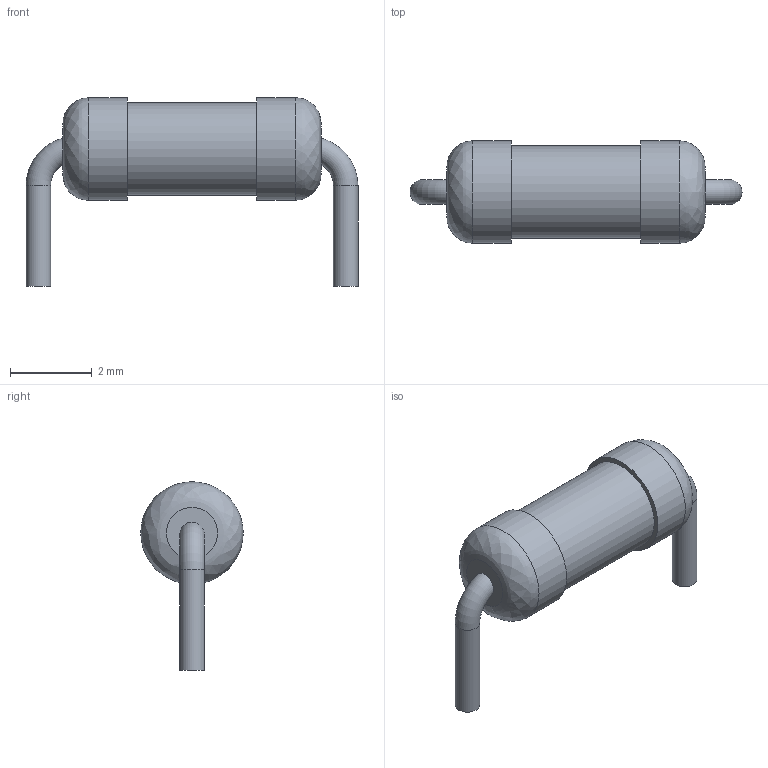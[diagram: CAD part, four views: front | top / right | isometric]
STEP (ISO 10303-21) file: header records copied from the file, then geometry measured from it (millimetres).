
FILE_DESCRIPTION(/* description */ (''),/* implementation_level */ '2;1');
FILE_NAME(/* name */ 'Resistor_6.3x2.5_P7.5.step',/* time_stamp */ '2023-11-09T16:18:32+10:00',/* author */ (''),/* organization */ (''),/* preprocessor_version */ 'ST-DEVELOPER v20',/* originating_system */ 'Autodesk Translation Framework v12.14.0.127',/* authorisation */ '');
FILE_SCHEMA (('AUTOMOTIVE_DESIGN { 1 0 10303 214 3 1 1 }'));
Length unit declared in the file: millimetre
Products named in the file (1): (Unsaved)
Bounding box: 8.1 x 2.5 x 4.6 mm (x, y, z)
Volume: 28.8 mm3; surface area: 67.5 mm2
Topology: 1 solids, 1 shells, 15 faces, 29 edges, 20 vertices
Faces by surface type: plane 6, cylinder 5, bspline 2, torus 2
Full cylindrical faces by diameter (mm): 0.6 x2, 2.25 x1, 2.5 x2
Entity records: 559 total; most frequent: CARTESIAN_POINT 185, DIRECTION 73, ORIENTED_EDGE 58, AXIS2_PLACEMENT_3D 34, EDGE_CURVE 29, CIRCLE 20, VERTEX_POINT 20, EDGE_LOOP 19
